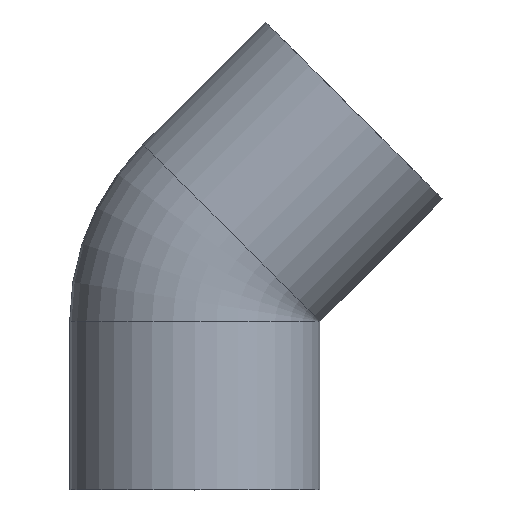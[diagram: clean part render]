
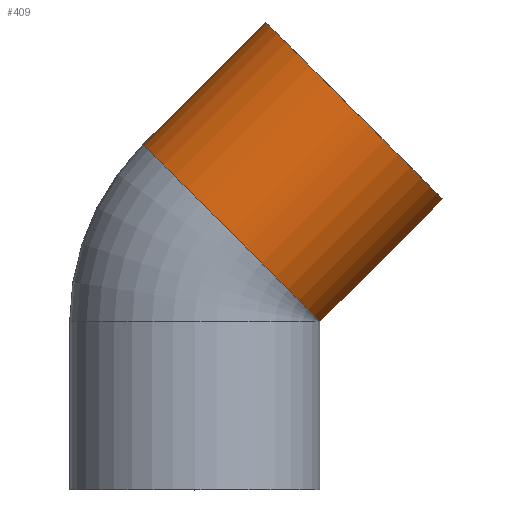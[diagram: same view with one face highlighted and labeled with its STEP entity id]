
A CAD part, top view. The second image highlights one B-rep face of the part: STEP entity #409.
In plain terms, the highlighted cylindrical face has radius 112.5 mm (diameter 225 mm), a partial arc.
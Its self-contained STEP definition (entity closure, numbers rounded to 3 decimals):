
#3 = CARTESIAN_POINT ( 'NONE',  ( 32.95, 230.95, 0. ) ) ;
#13 = DIRECTION ( 'NONE',  ( 0.707, 0.707, 0. ) ) ;
#18 = AXIS2_PLACEMENT_3D ( 'NONE', #3, #151, #291 ) ;
#22 = VECTOR ( 'NONE', #258, 1000. ) ;
#24 = EDGE_CURVE ( 'NONE', #188, #108, #275, .T. ) ;
#27 = LINE ( 'NONE', #142, #103 ) ;
#29 = VERTEX_POINT ( 'NONE', #303 ) ;
#30 = CARTESIAN_POINT ( 'NONE',  ( 63.45, 420.55, 0. ) ) ;
#103 = VECTOR ( 'NONE', #283, 1000. ) ;
#108 = VERTEX_POINT ( 'NONE', #273 ) ;
#109 = CARTESIAN_POINT ( 'NONE',  ( -46.599, 310.5, 0. ) ) ;
#121 = DIRECTION ( 'NONE',  ( 0.707, 0.707, 0. ) ) ;
#142 = CARTESIAN_POINT ( 'NONE',  ( 112.5, 151.401, 0. ) ) ;
#151 = DIRECTION ( 'NONE',  ( 0.707, 0.707, 0. ) ) ;
#159 = EDGE_LOOP ( 'NONE', ( #257, #403, #315, #320 ) ) ;
#163 = DIRECTION ( 'NONE',  ( 0., 0., 1. ) ) ;
#165 = EDGE_CURVE ( 'NONE', #350, #29, #202, .T. ) ;
#166 = CARTESIAN_POINT ( 'NONE',  ( 143., 341., 0. ) ) ;
#186 = FACE_OUTER_BOUND ( 'NONE', #159, .T. ) ;
#188 = VERTEX_POINT ( 'NONE', #362 ) ;
#193 = AXIS2_PLACEMENT_3D ( 'NONE', #166, #121, #421 ) ;
#202 = CIRCLE ( 'NONE', #193, 112.5 ) ;
#257 = ORIENTED_EDGE ( 'NONE', *, *, #24, .T. ) ;
#258 = DIRECTION ( 'NONE',  ( 0.707, 0.707, 0. ) ) ;
#269 = AXIS2_PLACEMENT_3D ( 'NONE', #329, #13, #163 ) ;
#273 = CARTESIAN_POINT ( 'NONE',  ( 112.5, 151.401, 0. ) ) ;
#275 = CIRCLE ( 'NONE', #269, 112.5 ) ;
#283 = DIRECTION ( 'NONE',  ( 0.707, 0.707, 0. ) ) ;
#291 = DIRECTION ( 'NONE',  ( -0.707, 0.707, 0. ) ) ;
#303 = CARTESIAN_POINT ( 'NONE',  ( 222.55, 261.45, 0. ) ) ;
#315 = ORIENTED_EDGE ( 'NONE', *, *, #165, .F. ) ;
#319 = EDGE_CURVE ( 'NONE', #108, #29, #27, .T. ) ;
#320 = ORIENTED_EDGE ( 'NONE', *, *, #419, .F. ) ;
#321 = CYLINDRICAL_SURFACE ( 'NONE', #18, 112.5 ) ;
#329 = CARTESIAN_POINT ( 'NONE',  ( 32.95, 230.95, 0. ) ) ;
#350 = VERTEX_POINT ( 'NONE', #30 ) ;
#362 = CARTESIAN_POINT ( 'NONE',  ( -46.599, 310.5, 0. ) ) ;
#401 = LINE ( 'NONE', #109, #22 ) ;
#403 = ORIENTED_EDGE ( 'NONE', *, *, #319, .T. ) ;
#409 = ADVANCED_FACE ( 'NONE', ( #186 ), #321, .T. ) ;
#419 = EDGE_CURVE ( 'NONE', #188, #350, #401, .T. ) ;
#421 = DIRECTION ( 'NONE',  ( 0., 0., 1. ) ) ;
